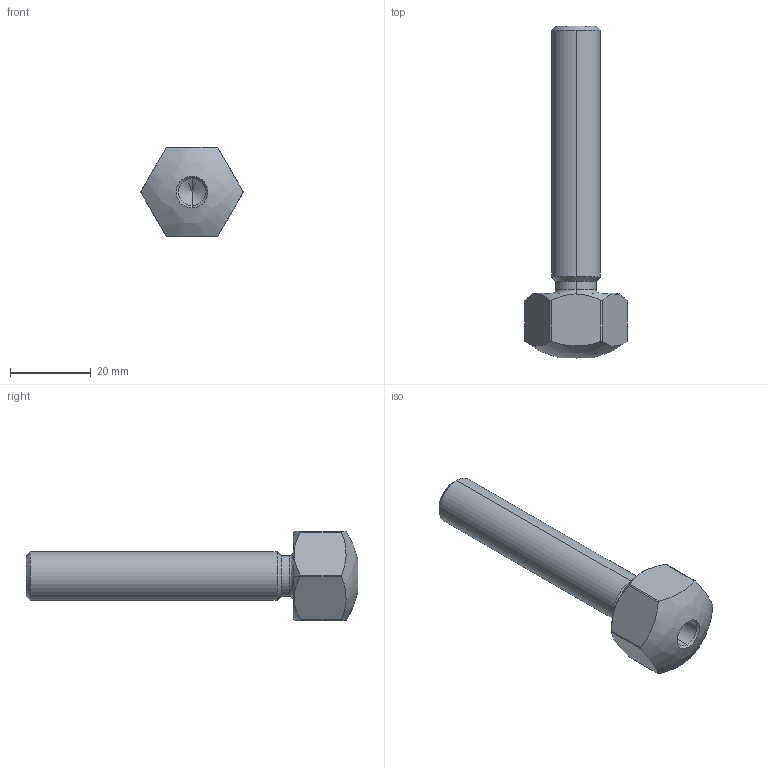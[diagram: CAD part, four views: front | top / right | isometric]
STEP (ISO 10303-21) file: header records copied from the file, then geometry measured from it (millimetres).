
FILE_DESCRIPTION (( 'STEP AP214' ), '1' );
FILE_NAME ('7410822', '2019-01-30T09:32:56', ( '' ), ('JUGARD+KÜNSTNER GmbH'), 'SwSTEP 2.0', 'SolidWorks 2017', '' );
FILE_SCHEMA (( 'AUTOMOTIVE_DESIGN' ));
Length unit declared in the file: millimetre
Products named in the file (1): 7410822
Bounding box: 25.2 x 82 x 22 mm (x, y, z)
Volume: 12947.3 mm3; surface area: 4540.2 mm2
Topology: 1 solids, 1 shells, 33 faces, 78 edges, 47 vertices
Faces by surface type: cylinder 12, cone 10, plane 8, bspline 3
Entity records: 1297 total; most frequent: CARTESIAN_POINT 524, DIRECTION 158, ORIENTED_EDGE 152, EDGE_CURVE 76, AXIS2_PLACEMENT_3D 65, VERTEX_POINT 47, EDGE_LOOP 35, CIRCLE 34
